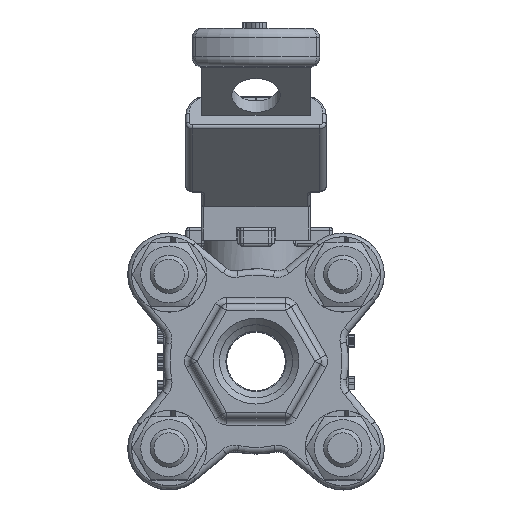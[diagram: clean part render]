
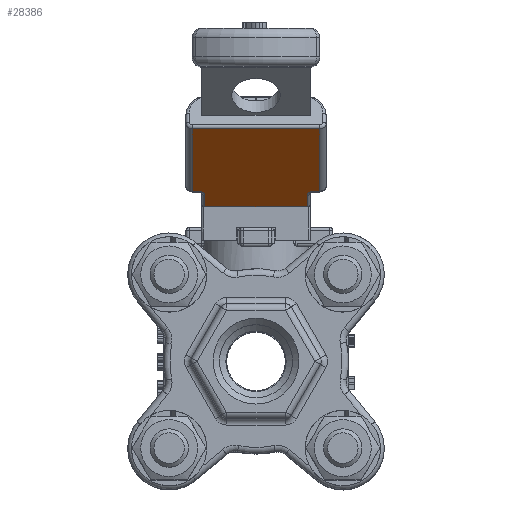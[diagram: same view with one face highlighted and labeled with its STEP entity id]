
A CAD part, top view. The second image highlights one B-rep face of the part: STEP entity #28386.
In plain terms, the highlighted planar face has unit normal (0, -0.719, 0.695).
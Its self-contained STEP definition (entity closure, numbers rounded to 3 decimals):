
#3644=LINE('',#52515,#5627);
#3664=LINE('',#52605,#5647);
#3666=LINE('',#52608,#5649);
#3674=LINE('',#52641,#5657);
#3678=LINE('',#52677,#5661);
#3687=LINE('',#52699,#5670);
#3688=LINE('',#52703,#5671);
#3689=LINE('',#52704,#5672);
#5627=VECTOR('',#36005,16.);
#5647=VECTOR('',#36095,1.);
#5649=VECTOR('',#36099,2.5);
#5657=VECTOR('',#36139,1.);
#5661=VECTOR('',#36177,2.5);
#5670=VECTOR('',#36200,14.);
#5671=VECTOR('',#36205,14.);
#5672=VECTOR('',#36206,20.);
#6331=PLANE('',#30348);
#8333=FACE_OUTER_BOUND('',#10072,.T.);
#10072=EDGE_LOOP('',(#25032,#25033,#25034,#25035,#25036,#25037,#25038,#25039,
#25040,#25041));
#10872=CIRCLE('',#30287,1.);
#10890=CIRCLE('',#30317,1.);
#13349=VERTEX_POINT('',#52512);
#13350=VERTEX_POINT('',#52514);
#13363=VERTEX_POINT('',#52557);
#13364=VERTEX_POINT('',#52559);
#13375=VERTEX_POINT('',#52598);
#13382=VERTEX_POINT('',#52631);
#13383=VERTEX_POINT('',#52632);
#13385=VERTEX_POINT('',#52639);
#13397=VERTEX_POINT('',#52698);
#13398=VERTEX_POINT('',#52702);
#17208=EDGE_CURVE('',#13349,#13350,#3644,.T.);
#17230=EDGE_CURVE('',#13363,#13364,#10872,.T.);
#17249=EDGE_CURVE('',#13375,#13363,#3664,.T.);
#17251=EDGE_CURVE('',#13364,#13349,#3666,.T.);
#17263=EDGE_CURVE('',#13382,#13383,#10890,.T.);
#17268=EDGE_CURVE('',#13383,#13385,#3674,.T.);
#17282=EDGE_CURVE('',#13350,#13382,#3678,.T.);
#17293=EDGE_CURVE('',#13397,#13385,#3687,.T.);
#17295=EDGE_CURVE('',#13398,#13375,#3688,.T.);
#17296=EDGE_CURVE('',#13397,#13398,#3689,.T.);
#25032=ORIENTED_EDGE('',*,*,#17249,.F.);
#25033=ORIENTED_EDGE('',*,*,#17295,.F.);
#25034=ORIENTED_EDGE('',*,*,#17296,.F.);
#25035=ORIENTED_EDGE('',*,*,#17293,.T.);
#25036=ORIENTED_EDGE('',*,*,#17268,.F.);
#25037=ORIENTED_EDGE('',*,*,#17263,.F.);
#25038=ORIENTED_EDGE('',*,*,#17282,.F.);
#25039=ORIENTED_EDGE('',*,*,#17208,.F.);
#25040=ORIENTED_EDGE('',*,*,#17251,.F.);
#25041=ORIENTED_EDGE('',*,*,#17230,.F.);
#28386=ADVANCED_FACE('',(#8333),#6331,.T.);
#30287=AXIS2_PLACEMENT_3D('',#52560,#36052,#36053);
#30317=AXIS2_PLACEMENT_3D('',#52633,#36127,#36128);
#30348=AXIS2_PLACEMENT_3D('',#52701,#36203,#36204);
#36005=DIRECTION('',(-1.,0.,0.));
#36052=DIRECTION('center_axis',(0.,-0.719,
0.695));
#36053=DIRECTION('ref_axis',(-0.707,0.492,0.508));
#36095=DIRECTION('',(-1.,0.,0.));
#36099=DIRECTION('',(0.,-0.695,-0.719));
#36127=DIRECTION('center_axis',(0.,-0.719,
0.695));
#36128=DIRECTION('ref_axis',(0.707,0.492,0.508));
#36139=DIRECTION('',(-1.,0.,0.));
#36177=DIRECTION('',(0.,0.695,0.719));
#36200=DIRECTION('',(0.,-0.695,-0.719));
#36203=DIRECTION('center_axis',(0.,-0.719,
0.695));
#36204=DIRECTION('ref_axis',(-1.,0.,0.));
#36205=DIRECTION('',(0.,-0.695,-0.719));
#36206=DIRECTION('',(1.,0.,0.));
#52512=CARTESIAN_POINT('',(8.,24.232,10.785));
#52514=CARTESIAN_POINT('',(-8.,24.232,10.785));
#52515=CARTESIAN_POINT('',(-4.25,24.232,10.785));
#52557=CARTESIAN_POINT('',(9.,26.665,13.3));
#52559=CARTESIAN_POINT('',(8.,25.97,12.581));
#52560=CARTESIAN_POINT('Origin',(9.,25.97,12.581));
#52598=CARTESIAN_POINT('',(10.,26.665,13.3));
#52605=CARTESIAN_POINT('',(5.001,26.665,13.3));
#52608=CARTESIAN_POINT('',(8.,30.49,17.253));
#52631=CARTESIAN_POINT('',(-8.,25.97,12.581));
#52632=CARTESIAN_POINT('',(-9.,26.665,13.3));
#52633=CARTESIAN_POINT('Origin',(-9.,25.97,12.581));
#52639=CARTESIAN_POINT('',(-10.,26.665,13.3));
#52641=CARTESIAN_POINT('',(5.001,26.665,13.3));
#52677=CARTESIAN_POINT('',(-8.,31.533,18.331));
#52698=CARTESIAN_POINT('',(-10.,36.4,23.362));
#52699=CARTESIAN_POINT('',(-10.,36.747,23.721));
#52701=CARTESIAN_POINT('Origin',(10.,36.747,23.721));
#52702=CARTESIAN_POINT('',(10.,36.4,23.362));
#52703=CARTESIAN_POINT('',(10.,36.747,23.721));
#52704=CARTESIAN_POINT('',(5.001,36.4,23.362));
